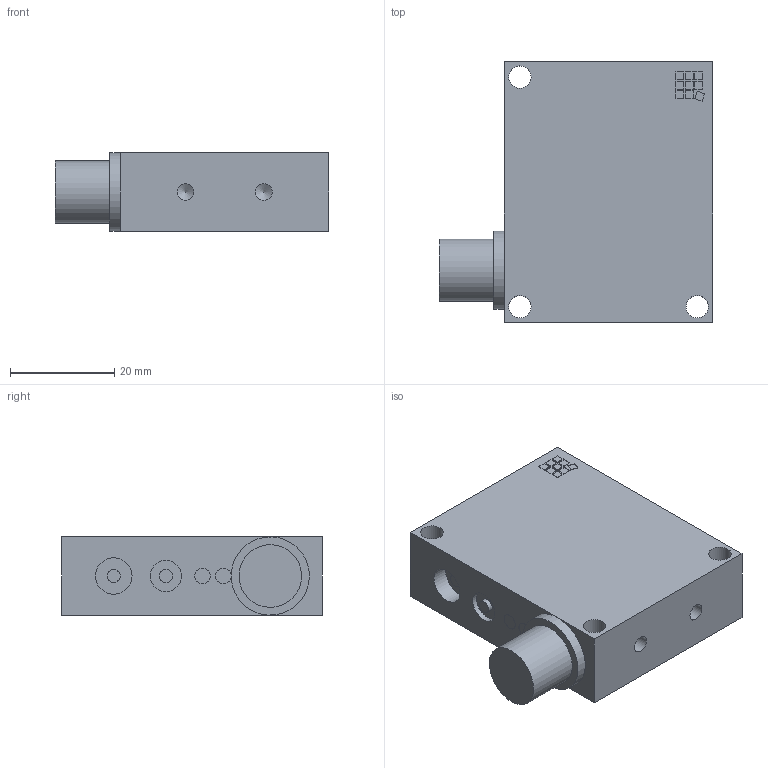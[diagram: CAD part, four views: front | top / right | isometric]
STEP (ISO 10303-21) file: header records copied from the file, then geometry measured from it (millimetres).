
FILE_DESCRIPTION((''),'2;1');
FILE_NAME('OKTTI_55_IBS.stp','2008-05-15T12:09:53',('User'),(''),'Autodesk Inventor 10','Autodesk Inventor 10','');
FILE_SCHEMA(('AUTOMOTIVE_DESIGN { 1 0 10303 214 1 1 1 1 }'));
Length unit declared in the file: millimetre
Products named in the file (3): OKTTI_55_IBS; SteckeranschlußM12
Assembly tree (2 placements, depth 2):
  OKTTI_55_IBS
    OKTTI_55_IBS
    SteckeranschlußM12
Bounding box: 52.5 x 50 x 15 mm (x, y, z)
Volume: 30660 mm3; surface area: 8266.4 mm2
Topology: 2 solids, 2 shells, 124 faces, 288 edges, 192 vertices
Faces by surface type: plane 108, cylinder 12, bspline 4
Full cylindrical faces by diameter (mm): 2 x1, 2.5 x2, 3 x2, 4.3 x3, 6 x1, 7 x1, 12 x1, 15 x1
Entity records: 3504 total; most frequent: CARTESIAN_POINT 653, DIRECTION 546, ORIENTED_EDGE 536, EDGE_CURVE 268, VECTOR 240, LINE 240, VERTEX_POINT 188, EDGE_LOOP 170
